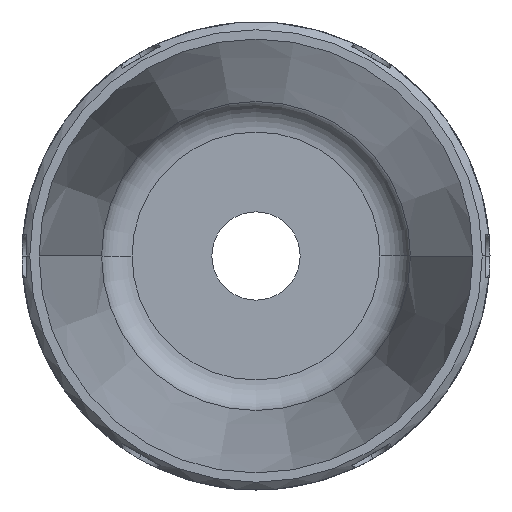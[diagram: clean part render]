
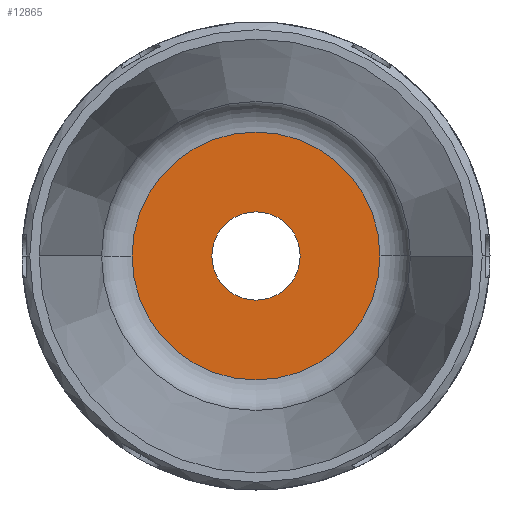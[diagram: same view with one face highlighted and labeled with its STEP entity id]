
A CAD part, left-side view. The second image highlights one B-rep face of the part: STEP entity #12865.
In plain terms, the highlighted planar face has unit normal (-1, 0, 0).
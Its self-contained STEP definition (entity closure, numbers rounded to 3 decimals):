
#273 = EDGE_CURVE ( 'NONE', #8289, #811, #8121, .T. ) ;
#423 = DIRECTION ( 'NONE',  ( -1., 0., 0. ) ) ;
#521 = CARTESIAN_POINT ( 'NONE',  ( -36., 0., 0. ) ) ;
#811 = VERTEX_POINT ( 'NONE', #4631 ) ;
#1337 = AXIS2_PLACEMENT_3D ( 'NONE', #11222, #6177, #7357 ) ;
#1523 = DIRECTION ( 'NONE',  ( 0., -1., 0. ) ) ;
#1783 = EDGE_LOOP ( 'NONE', ( #6127, #11073 ) ) ;
#1937 = VERTEX_POINT ( 'NONE', #2622 ) ;
#2252 = ORIENTED_EDGE ( 'NONE', *, *, #273, .F. ) ;
#2622 = CARTESIAN_POINT ( 'NONE',  ( -36., 2.85, 0. ) ) ;
#2643 = EDGE_CURVE ( 'NONE', #811, #8289, #5465, .T. ) ;
#3282 = CARTESIAN_POINT ( 'NONE',  ( -36., 0., 0. ) ) ;
#3600 = DIRECTION ( 'NONE',  ( -1., 0., 0. ) ) ;
#4170 = EDGE_CURVE ( 'NONE', #6604, #1937, #8510, .T. ) ;
#4225 = AXIS2_PLACEMENT_3D ( 'NONE', #521, #10761, #10832 ) ;
#4631 = CARTESIAN_POINT ( 'NONE',  ( -36., -8., 0. ) ) ;
#5141 = DIRECTION ( 'NONE',  ( 0., 1., 0. ) ) ;
#5465 = CIRCLE ( 'NONE', #4225, 8. ) ;
#6127 = ORIENTED_EDGE ( 'NONE', *, *, #4170, .F. ) ;
#6177 = DIRECTION ( 'NONE',  ( -1., 0., 0. ) ) ;
#6248 = CIRCLE ( 'NONE', #9613, 2.85 ) ;
#6604 = VERTEX_POINT ( 'NONE', #11730 ) ;
#6836 = ORIENTED_EDGE ( 'NONE', *, *, #2643, .F. ) ;
#7357 = DIRECTION ( 'NONE',  ( 0., -1., 0. ) ) ;
#7678 = AXIS2_PLACEMENT_3D ( 'NONE', #10212, #3600, #1523 ) ;
#8121 = CIRCLE ( 'NONE', #8313, 8. ) ;
#8289 = VERTEX_POINT ( 'NONE', #9677 ) ;
#8313 = AXIS2_PLACEMENT_3D ( 'NONE', #3282, #8388, #5141 ) ;
#8388 = DIRECTION ( 'NONE',  ( 1., 0., 0. ) ) ;
#8510 = CIRCLE ( 'NONE', #7678, 2.85 ) ;
#9525 = CARTESIAN_POINT ( 'NONE',  ( -36., 0., 0. ) ) ;
#9613 = AXIS2_PLACEMENT_3D ( 'NONE', #9525, #423, #10599 ) ;
#9677 = CARTESIAN_POINT ( 'NONE',  ( -36., 8., 0. ) ) ;
#10212 = CARTESIAN_POINT ( 'NONE',  ( -36., 0., 0. ) ) ;
#10599 = DIRECTION ( 'NONE',  ( 0., -1., 0. ) ) ;
#10761 = DIRECTION ( 'NONE',  ( 1., 0., 0. ) ) ;
#10832 = DIRECTION ( 'NONE',  ( 0., 1., 0. ) ) ;
#11073 = ORIENTED_EDGE ( 'NONE', *, *, #11776, .F. ) ;
#11222 = CARTESIAN_POINT ( 'NONE',  ( -36., 0., 0. ) ) ;
#11347 = FACE_OUTER_BOUND ( 'NONE', #12292, .T. ) ;
#11730 = CARTESIAN_POINT ( 'NONE',  ( -36., -2.85, 0. ) ) ;
#11776 = EDGE_CURVE ( 'NONE', #1937, #6604, #6248, .T. ) ;
#12231 = FACE_BOUND ( 'NONE', #1783, .T. ) ;
#12292 = EDGE_LOOP ( 'NONE', ( #2252, #6836 ) ) ;
#12412 = PLANE ( 'NONE',  #1337 ) ;
#12865 = ADVANCED_FACE ( 'NONE', ( #12231, #11347 ), #12412, .T. ) ;
